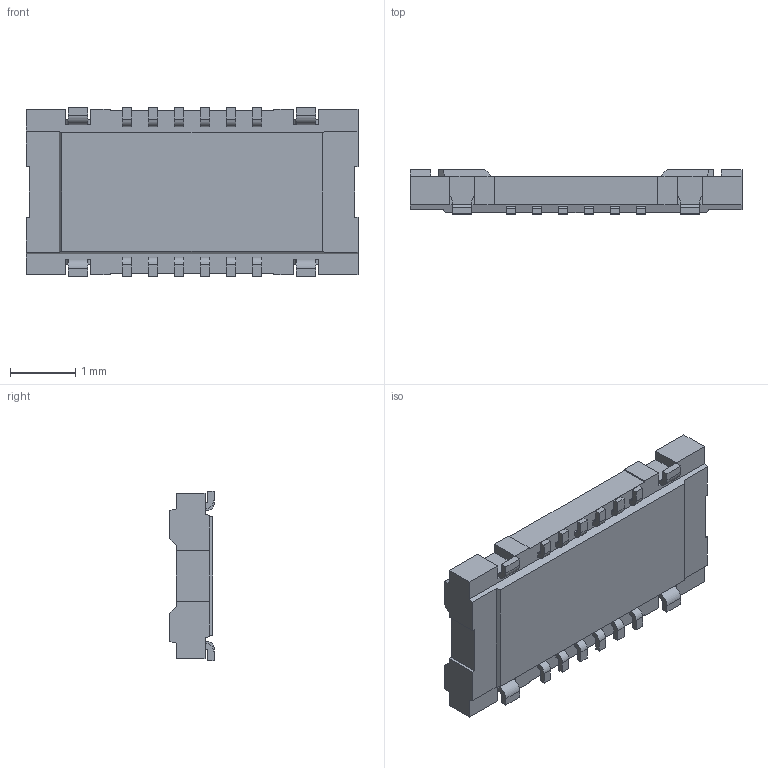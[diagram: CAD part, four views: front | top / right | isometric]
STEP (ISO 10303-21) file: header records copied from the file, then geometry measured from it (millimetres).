
FILE_DESCRIPTION(('STEP AP242'),'1');
FILE_NAME('503548-1220.stp','2022-03-24T12:25:39',('TraceParts'),('TraceParts S.A.'),'Spatial InterOp 3D',' ',' ');
FILE_SCHEMA(('AP242_MANAGED_MODEL_BASED_3D_ENGINEERING_MIM_LF {1 0 10303 442 1 1 4}'));
Length unit declared in the file: millimetre
Products named in the file (1): 503548-1220_1
Bounding box: 5.1 x 0.68 x 2.6 mm (x, y, z)
Volume: 5 mm3; surface area: 46.2 mm2
Topology: 1 solids, 1 shells, 486 faces, 1426 edges, 1032 vertices
Faces by surface type: plane 346, cylinder 140
Entity records: 16096 total; most frequent: CARTESIAN_POINT 2838, ORIENTED_EDGE 2724, DIRECTION 2722, EDGE_CURVE 1362, LINE 1098, VECTOR 1098, VERTEX_POINT 904, AXIS2_PLACEMENT_3D 812
